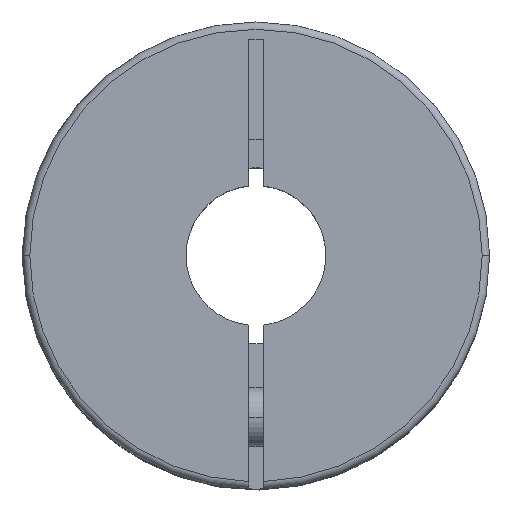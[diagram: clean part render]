
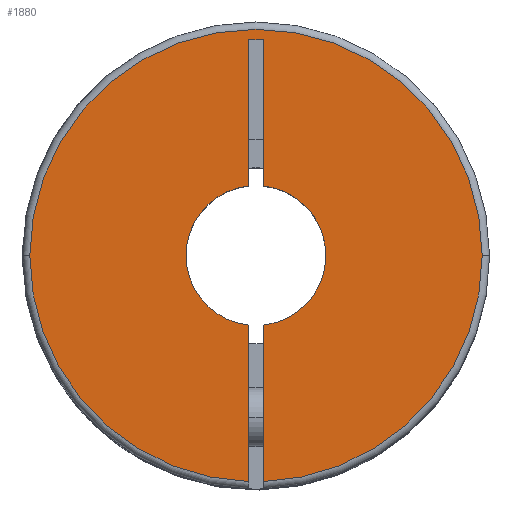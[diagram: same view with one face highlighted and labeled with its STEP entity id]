
A CAD part, top view. The second image highlights one B-rep face of the part: STEP entity #1880.
In plain terms, the highlighted planar face has unit normal (0, 0, 1).
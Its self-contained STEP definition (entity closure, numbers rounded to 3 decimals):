
#21 = CARTESIAN_POINT ( 'NONE',  ( 0.5, -15.392, 0. ) ) ;
#39 = AXIS2_PLACEMENT_3D ( 'NONE', #2328, #3013, #747 ) ;
#49 = CARTESIAN_POINT ( 'NONE',  ( -15.4, 0., 0. ) ) ;
#154 = CARTESIAN_POINT ( 'NONE',  ( 0., 0., 0. ) ) ;
#155 = CARTESIAN_POINT ( 'NONE',  ( 15.4, 0., 0. ) ) ;
#207 = DIRECTION ( 'NONE',  ( 0., 1., 0. ) ) ;
#228 = CARTESIAN_POINT ( 'NONE',  ( 0.5, -15.9, 0. ) ) ;
#318 = VERTEX_POINT ( 'NONE', #836 ) ;
#522 = ORIENTED_EDGE ( 'NONE', *, *, #3128, .F. ) ;
#578 = CARTESIAN_POINT ( 'NONE',  ( 0.5, 4.736, 0. ) ) ;
#633 = DIRECTION ( 'NONE',  ( -1., 0., 0. ) ) ;
#711 = VECTOR ( 'NONE', #207, 1000. ) ;
#740 = VERTEX_POINT ( 'NONE', #578 ) ;
#747 = DIRECTION ( 'NONE',  ( -1., 0., 0. ) ) ;
#789 = VERTEX_POINT ( 'NONE', #21 ) ;
#802 = DIRECTION ( 'NONE',  ( 0., -1., 0. ) ) ;
#814 = AXIS2_PLACEMENT_3D ( 'NONE', #857, #3939, #2876 ) ;
#836 = CARTESIAN_POINT ( 'NONE',  ( 0.5, 14.7, 0. ) ) ;
#848 = EDGE_LOOP ( 'NONE', ( #2792, #3639, #1652, #3689, #3098, #1349, #1322, #3612, #522, #2123, #1447 ) ) ;
#857 = CARTESIAN_POINT ( 'NONE',  ( 0., 0., 0. ) ) ;
#892 = AXIS2_PLACEMENT_3D ( 'NONE', #154, #1509, #1185 ) ;
#902 = CIRCLE ( 'NONE', #3358, 4.763 ) ;
#956 = EDGE_CURVE ( 'NONE', #3653, #1426, #1435, .T. ) ;
#967 = CARTESIAN_POINT ( 'NONE',  ( 0.5, 14.7, 0. ) ) ;
#1072 = VERTEX_POINT ( 'NONE', #1164 ) ;
#1097 = AXIS2_PLACEMENT_3D ( 'NONE', #1207, #2937, #2589 ) ;
#1164 = CARTESIAN_POINT ( 'NONE',  ( -0.5, 14.7, 0. ) ) ;
#1185 = DIRECTION ( 'NONE',  ( 0., -1., 0. ) ) ;
#1191 = DIRECTION ( 'NONE',  ( 0., 0., -1. ) ) ;
#1207 = CARTESIAN_POINT ( 'NONE',  ( 0., 0., 0. ) ) ;
#1216 = CARTESIAN_POINT ( 'NONE',  ( -0.5, 14.7, 0. ) ) ;
#1218 = EDGE_CURVE ( 'NONE', #740, #318, #1461, .T. ) ;
#1264 = CARTESIAN_POINT ( 'NONE',  ( 0.5, -15.9, 0. ) ) ;
#1317 = EDGE_CURVE ( 'NONE', #318, #1072, #3978, .T. ) ;
#1322 = ORIENTED_EDGE ( 'NONE', *, *, #1218, .F. ) ;
#1349 = ORIENTED_EDGE ( 'NONE', *, *, #1317, .F. ) ;
#1419 = EDGE_CURVE ( 'NONE', #3875, #2901, #3182, .T. ) ;
#1426 = VERTEX_POINT ( 'NONE', #3757 ) ;
#1435 = CIRCLE ( 'NONE', #2023, 4.763 ) ;
#1447 = ORIENTED_EDGE ( 'NONE', *, *, #1860, .F. ) ;
#1461 = LINE ( 'NONE', #1264, #1653 ) ;
#1509 = DIRECTION ( 'NONE',  ( 0., 0., -1. ) ) ;
#1652 = ORIENTED_EDGE ( 'NONE', *, *, #1746, .T. ) ;
#1653 = VECTOR ( 'NONE', #1963, 1000. ) ;
#1746 = EDGE_CURVE ( 'NONE', #3438, #3653, #3412, .T. ) ;
#1802 = CARTESIAN_POINT ( 'NONE',  ( 0., 0., 0. ) ) ;
#1808 = LINE ( 'NONE', #1216, #4127 ) ;
#1842 = FACE_OUTER_BOUND ( 'NONE', #848, .T. ) ;
#1860 = EDGE_CURVE ( 'NONE', #2901, #3035, #4328, .T. ) ;
#1880 = ADVANCED_FACE ( 'NONE', ( #1842 ), #3178, .F. ) ;
#1896 = DIRECTION ( 'NONE',  ( -1., 0., 0. ) ) ;
#1943 = CIRCLE ( 'NONE', #39, 15.4 ) ;
#1963 = DIRECTION ( 'NONE',  ( 0., 1., 0. ) ) ;
#2023 = AXIS2_PLACEMENT_3D ( 'NONE', #1802, #1191, #1896 ) ;
#2076 = DIRECTION ( 'NONE',  ( -1., 0., 0. ) ) ;
#2123 = ORIENTED_EDGE ( 'NONE', *, *, #2753, .F. ) ;
#2280 = CARTESIAN_POINT ( 'NONE',  ( 0., 0., 0. ) ) ;
#2284 = EDGE_CURVE ( 'NONE', #3438, #3875, #1808, .T. ) ;
#2328 = CARTESIAN_POINT ( 'NONE',  ( 0., 0., 0. ) ) ;
#2425 = CARTESIAN_POINT ( 'NONE',  ( -0.5, -4.736, 0. ) ) ;
#2589 = DIRECTION ( 'NONE',  ( -1., 0., 0. ) ) ;
#2622 = CARTESIAN_POINT ( 'NONE',  ( -0.5, -15.392, 0. ) ) ;
#2656 = EDGE_CURVE ( 'NONE', #740, #2975, #902, .T. ) ;
#2667 = LINE ( 'NONE', #4277, #2686 ) ;
#2686 = VECTOR ( 'NONE', #2963, 1000. ) ;
#2753 = EDGE_CURVE ( 'NONE', #3035, #789, #1943, .T. ) ;
#2792 = ORIENTED_EDGE ( 'NONE', *, *, #1419, .F. ) ;
#2876 = DIRECTION ( 'NONE',  ( -1., 0., 0. ) ) ;
#2901 = VERTEX_POINT ( 'NONE', #49 ) ;
#2937 = DIRECTION ( 'NONE',  ( 0., 0., -1. ) ) ;
#2963 = DIRECTION ( 'NONE',  ( 0., -1., 0. ) ) ;
#2975 = VERTEX_POINT ( 'NONE', #4157 ) ;
#2987 = DIRECTION ( 'NONE',  ( 0., 0., -1. ) ) ;
#3013 = DIRECTION ( 'NONE',  ( 0., 0., -1. ) ) ;
#3035 = VERTEX_POINT ( 'NONE', #155 ) ;
#3098 = ORIENTED_EDGE ( 'NONE', *, *, #3914, .F. ) ;
#3128 = EDGE_CURVE ( 'NONE', #789, #2975, #4231, .T. ) ;
#3178 = PLANE ( 'NONE',  #892 ) ;
#3182 = CIRCLE ( 'NONE', #3970, 15.4 ) ;
#3358 = AXIS2_PLACEMENT_3D ( 'NONE', #2280, #2987, #633 ) ;
#3360 = DIRECTION ( 'NONE',  ( 0., 0., -1. ) ) ;
#3412 = CIRCLE ( 'NONE', #814, 4.763 ) ;
#3438 = VERTEX_POINT ( 'NONE', #2425 ) ;
#3612 = ORIENTED_EDGE ( 'NONE', *, *, #2656, .T. ) ;
#3639 = ORIENTED_EDGE ( 'NONE', *, *, #2284, .F. ) ;
#3653 = VERTEX_POINT ( 'NONE', #3976 ) ;
#3689 = ORIENTED_EDGE ( 'NONE', *, *, #956, .T. ) ;
#3690 = CARTESIAN_POINT ( 'NONE',  ( 0., 0., 0. ) ) ;
#3710 = VECTOR ( 'NONE', #4284, 1000. ) ;
#3757 = CARTESIAN_POINT ( 'NONE',  ( -0.5, 4.736, 0. ) ) ;
#3875 = VERTEX_POINT ( 'NONE', #2622 ) ;
#3914 = EDGE_CURVE ( 'NONE', #1072, #1426, #2667, .T. ) ;
#3939 = DIRECTION ( 'NONE',  ( 0., 0., -1. ) ) ;
#3970 = AXIS2_PLACEMENT_3D ( 'NONE', #3690, #3360, #2076 ) ;
#3976 = CARTESIAN_POINT ( 'NONE',  ( -4.763, 0., 0. ) ) ;
#3978 = LINE ( 'NONE', #967, #3710 ) ;
#4127 = VECTOR ( 'NONE', #802, 1000. ) ;
#4157 = CARTESIAN_POINT ( 'NONE',  ( 0.5, -4.736, 0. ) ) ;
#4231 = LINE ( 'NONE', #228, #711 ) ;
#4277 = CARTESIAN_POINT ( 'NONE',  ( -0.5, 14.7, 0. ) ) ;
#4284 = DIRECTION ( 'NONE',  ( -1., 0., 0. ) ) ;
#4328 = CIRCLE ( 'NONE', #1097, 15.4 ) ;
